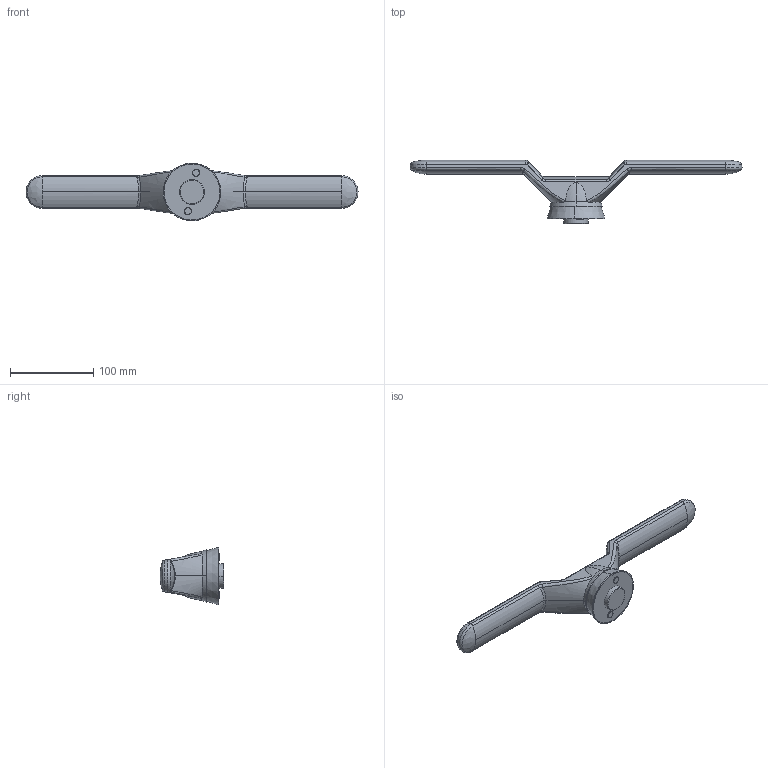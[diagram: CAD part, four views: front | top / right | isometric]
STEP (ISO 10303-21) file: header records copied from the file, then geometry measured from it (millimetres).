
FILE_DESCRIPTION((''),'2;1');
FILE_NAME('OHB200J12P_SW0001','2024-09-06T13:30:16',('FIANLEH10'),(''),'CREO PARAMETRIC BY PTC INC, 2022364','CREO PARAMETRIC BY PTC INC, 2022364','');
FILE_SCHEMA(('AUTOMOTIVE_DESIGN { 1 0 10303 214 1 1 1 1 }'));
Length unit declared in the file: millimetre
Products named in the file (1): OHB200J12P_SW0001
Bounding box: 399.68 x 76.51 x 69.3 mm (x, y, z)
Volume: 351243.8 mm3; surface area: 50369.4 mm2
Topology: 1 solids, 1 shells, 124 faces, 302 edges, 177 vertices
Faces by surface type: bspline 52, cylinder 28, plane 16, cone 14, torus 12, revolution 2
Entity records: 16827 total; most frequent: CARTESIAN_POINT 12463, ORIENTED_EDGE 588, DIRECTION 392, EDGE_CURVE 294, COLOUR_RGB 224, FILL_AREA_STYLE_COLOUR 217, FILL_AREA_STYLE 217, SURFACE_STYLE_FILL_AREA 217
